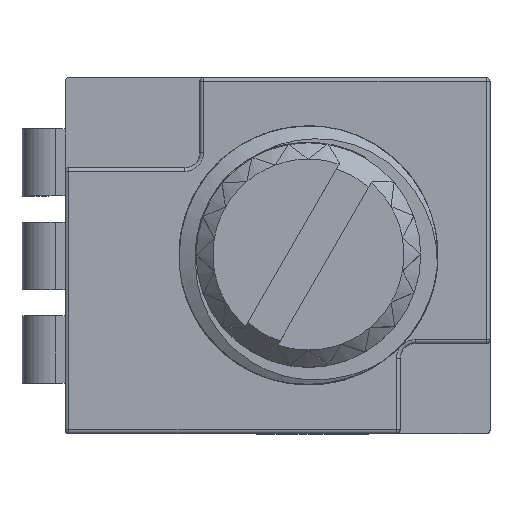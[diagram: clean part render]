
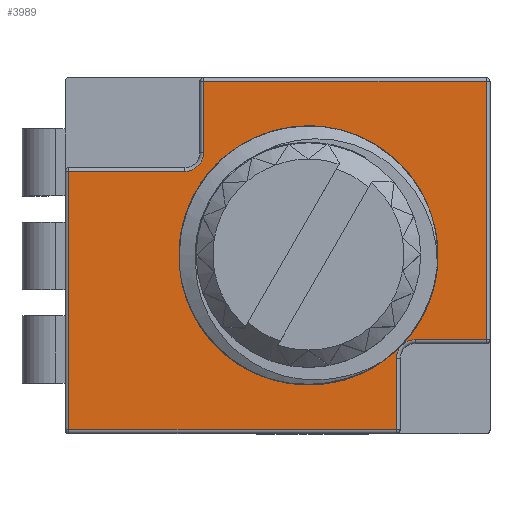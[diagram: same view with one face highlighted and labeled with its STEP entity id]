
A CAD part, top view. The second image highlights one B-rep face of the part: STEP entity #3989.
In plain terms, the highlighted planar face has unit normal (0, 0, 1).
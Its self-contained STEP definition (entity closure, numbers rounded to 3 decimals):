
#173=PLANE('',#4271);
#319=FACE_OUTER_BOUND('',#559,.T.);
#559=EDGE_LOOP('',(#2740,#2741,#2742,#2743,#2744,#2745,#2746,#2747,#2748,
#2749));
#802=LINE('',#5822,#1162);
#803=LINE('',#5833,#1163);
#807=LINE('',#5849,#1167);
#809=LINE('',#5855,#1169);
#810=LINE('',#5857,#1170);
#811=LINE('',#5859,#1171);
#812=LINE('',#5863,#1172);
#813=LINE('',#5864,#1173);
#1162=VECTOR('',#4688,10.);
#1163=VECTOR('',#4701,10.);
#1167=VECTOR('',#4721,10.);
#1169=VECTOR('',#4727,10.);
#1170=VECTOR('',#4728,10.);
#1171=VECTOR('',#4729,10.);
#1172=VECTOR('',#4732,10.);
#1173=VECTOR('',#4733,10.);
#1516=CIRCLE('',#4258,0.5);
#1524=CIRCLE('',#4272,0.5);
#1672=VERTEX_POINT('',#5816);
#1674=VERTEX_POINT('',#5820);
#1676=VERTEX_POINT('',#5825);
#1678=VERTEX_POINT('',#5831);
#1682=VERTEX_POINT('',#5848);
#1684=VERTEX_POINT('',#5854);
#1685=VERTEX_POINT('',#5856);
#1686=VERTEX_POINT('',#5858);
#1687=VERTEX_POINT('',#5860);
#1688=VERTEX_POINT('',#5862);
#2077=EDGE_CURVE('',#1674,#1672,#802,.T.);
#2079=EDGE_CURVE('',#1676,#1674,#1516,.T.);
#2082=EDGE_CURVE('',#1678,#1676,#803,.T.);
#2090=EDGE_CURVE('',#1672,#1682,#807,.T.);
#2093=EDGE_CURVE('',#1684,#1678,#809,.T.);
#2094=EDGE_CURVE('',#1685,#1684,#810,.T.);
#2095=EDGE_CURVE('',#1686,#1685,#811,.T.);
#2096=EDGE_CURVE('',#1687,#1686,#1524,.T.);
#2097=EDGE_CURVE('',#1688,#1687,#812,.T.);
#2098=EDGE_CURVE('',#1682,#1688,#813,.T.);
#2740=ORIENTED_EDGE('',*,*,#2077,.F.);
#2741=ORIENTED_EDGE('',*,*,#2079,.F.);
#2742=ORIENTED_EDGE('',*,*,#2082,.F.);
#2743=ORIENTED_EDGE('',*,*,#2093,.F.);
#2744=ORIENTED_EDGE('',*,*,#2094,.F.);
#2745=ORIENTED_EDGE('',*,*,#2095,.F.);
#2746=ORIENTED_EDGE('',*,*,#2096,.F.);
#2747=ORIENTED_EDGE('',*,*,#2097,.F.);
#2748=ORIENTED_EDGE('',*,*,#2098,.F.);
#2749=ORIENTED_EDGE('',*,*,#2090,.F.);
#3989=ADVANCED_FACE('',(#319),#173,.T.);
#4258=AXIS2_PLACEMENT_3D('',#5827,#4693,#4694);
#4271=AXIS2_PLACEMENT_3D('',#5853,#4725,#4726);
#4272=AXIS2_PLACEMENT_3D('',#5861,#4730,#4731);
#4688=DIRECTION('',(0.,-1.,0.));
#4693=DIRECTION('center_axis',(0.,0.,1.));
#4694=DIRECTION('ref_axis',(-0.707,0.707,0.));
#4701=DIRECTION('',(-1.,0.,0.));
#4721=DIRECTION('',(-1.,0.,0.));
#4725=DIRECTION('center_axis',(0.,0.,1.));
#4726=DIRECTION('ref_axis',(1.,0.,0.));
#4727=DIRECTION('',(0.,-1.,0.));
#4728=DIRECTION('',(1.,0.,0.));
#4729=DIRECTION('',(0.,1.,0.));
#4730=DIRECTION('center_axis',(0.,0.,1.));
#4731=DIRECTION('ref_axis',(0.707,-0.707,0.));
#4732=DIRECTION('',(1.,0.,0.));
#4733=DIRECTION('',(0.,1.,0.));
#5816=CARTESIAN_POINT('',(9.85,-7.15,10.));
#5820=CARTESIAN_POINT('',(9.85,-5.25,10.));
#5822=CARTESIAN_POINT('',(9.85,-4.875,10.));
#5825=CARTESIAN_POINT('',(10.35,-4.75,10.));
#5827=CARTESIAN_POINT('Origin',(10.35,-5.25,10.));
#5831=CARTESIAN_POINT('',(12.25,-4.75,10.));
#5833=CARTESIAN_POINT('',(8.313,-4.75,10.));
#5848=CARTESIAN_POINT('',(1.1,-7.15,10.));
#5849=CARTESIAN_POINT('',(3.838,-7.15,10.));
#5853=CARTESIAN_POINT('Origin',(6.675,-2.5,10.));
#5854=CARTESIAN_POINT('',(12.25,2.15,10.));
#5855=CARTESIAN_POINT('',(12.25,-4.875,10.));
#5856=CARTESIAN_POINT('',(4.7,2.15,10.));
#5857=CARTESIAN_POINT('',(9.513,2.15,10.));
#5858=CARTESIAN_POINT('',(4.7,0.25,10.));
#5859=CARTESIAN_POINT('',(4.7,-0.125,10.));
#5860=CARTESIAN_POINT('',(4.2,-0.25,10.));
#5861=CARTESIAN_POINT('Origin',(4.2,0.25,10.));
#5862=CARTESIAN_POINT('',(1.1,-0.25,10.));
#5863=CARTESIAN_POINT('',(5.638,-0.25,10.));
#5864=CARTESIAN_POINT('',(1.1,-0.125,10.));
